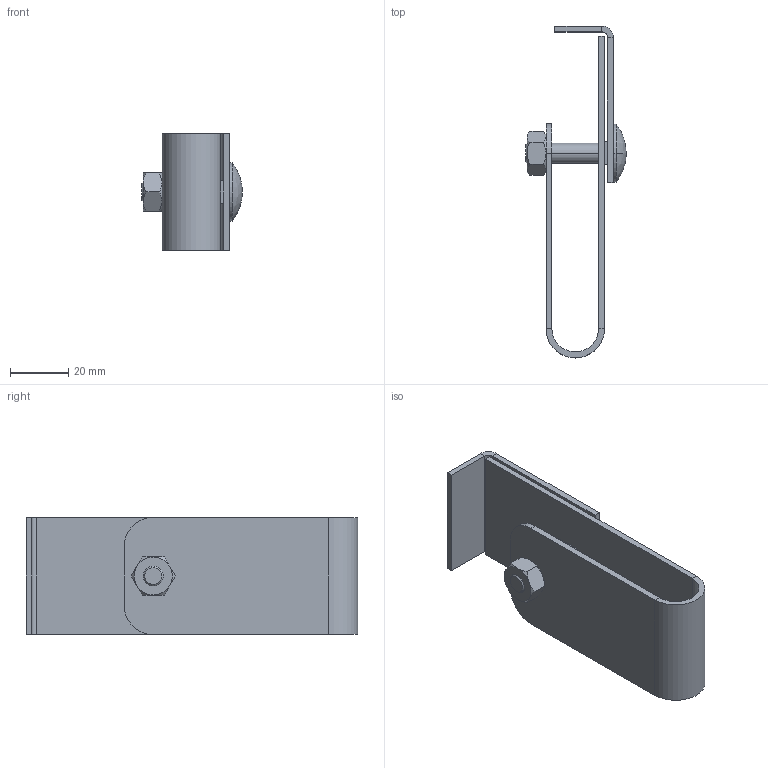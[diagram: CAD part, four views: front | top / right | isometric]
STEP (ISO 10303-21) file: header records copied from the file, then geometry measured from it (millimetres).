
FILE_DESCRIPTION (( 'STEP AP203' ), '1' );
FILE_NAME ('11-02-2605.STEP', '2013-06-07T05:54:24', ( 'asennus' ), ( '' ), 'SwSTEP 2.0', 'SolidWorks 2013', '' );
FILE_SCHEMA (( 'CONFIG_CONTROL_DESIGN' ));
Length unit declared in the file: millimetre
Products named in the file (1): 11-02-2605
Bounding box: 34.5 x 113.5 x 40 mm (x, y, z)
Volume: 23715.5 mm3; surface area: 24522.6 mm2
Topology: 4 solids, 4 shells, 89 faces, 196 edges, 117 vertices
Faces by surface type: plane 55, cylinder 16, cone 16, sphere 2
Entity records: 2643 total; most frequent: CARTESIAN_POINT 625, DIRECTION 398, ORIENTED_EDGE 392, EDGE_CURVE 196, AXIS2_PLACEMENT_3D 142, VERTEX_POINT 117, VECTOR 114, LINE 114
